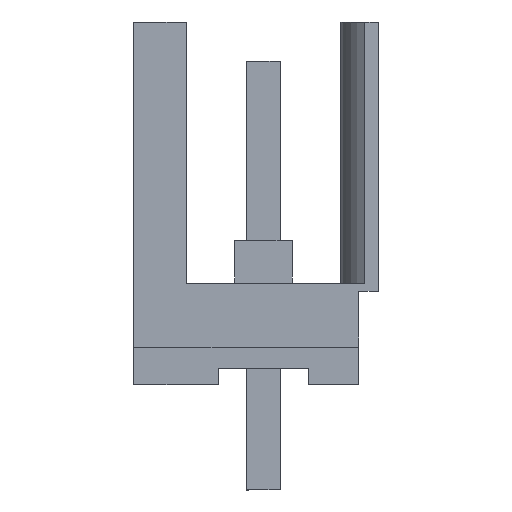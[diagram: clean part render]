
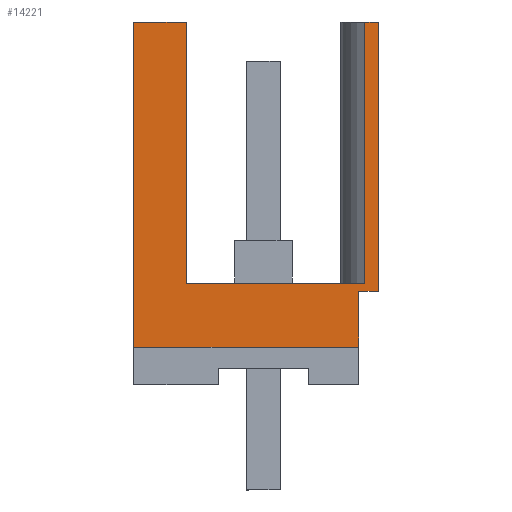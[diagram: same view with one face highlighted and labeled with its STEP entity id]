
A CAD part, left-side view. The second image highlights one B-rep face of the part: STEP entity #14221.
In plain terms, the highlighted planar face has unit normal (-1, 0, 0).
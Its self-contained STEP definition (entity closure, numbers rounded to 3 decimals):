
#14160=AXIS2_PLACEMENT_3D('Plane Axis2P3D',#14157,#14158,#14159) ;
#2385=CARTESIAN_POINT('Vertex',(0.,7.45,4.35)) ;
#2388=CARTESIAN_POINT('Line Origine',(0.,7.45,9.3)) ;
#2392=CARTESIAN_POINT('Vertex',(0.,7.45,14.25)) ;
#2994=CARTESIAN_POINT('Vertex',(0.,0.6,6.05)) ;
#2997=CARTESIAN_POINT('Line Origine',(0.,0.6,5.2)) ;
#3001=CARTESIAN_POINT('Vertex',(0.,0.6,4.35)) ;
#4960=CARTESIAN_POINT('Line Origine',(0.,4.025,4.35)) ;
#14157=CARTESIAN_POINT('Axis2P3D Location',(0.,0.8,6.3)) ;
#14162=CARTESIAN_POINT('Line Origine',(0.,0.3,6.05)) ;
#14166=CARTESIAN_POINT('Vertex',(0.,0.,6.05)) ;
#14169=CARTESIAN_POINT('Line Origine',(0.,0.,10.15)) ;
#14173=CARTESIAN_POINT('Vertex',(0.,0.,14.25)) ;
#14176=CARTESIAN_POINT('Line Origine',(0.,0.206,14.25)) ;
#14180=CARTESIAN_POINT('Vertex',(0.,0.411,14.25)) ;
#14183=CARTESIAN_POINT('Line Origine',(0.,0.411,10.275)) ;
#14187=CARTESIAN_POINT('Vertex',(0.,0.411,6.3)) ;
#14190=CARTESIAN_POINT('Line Origine',(0.,3.131,6.3)) ;
#14194=CARTESIAN_POINT('Vertex',(0.,5.85,6.3)) ;
#14197=CARTESIAN_POINT('Line Origine',(0.,5.85,10.275)) ;
#14201=CARTESIAN_POINT('Vertex',(0.,5.85,14.25)) ;
#14204=CARTESIAN_POINT('Line Origine',(0.,6.65,14.25)) ;
#2389=DIRECTION('Vector Direction',(0.,0.,-1.)) ;
#2998=DIRECTION('Vector Direction',(0.,0.,1.)) ;
#4961=DIRECTION('Vector Direction',(0.,1.,0.)) ;
#14158=DIRECTION('Axis2P3D Direction',(-1.,0.,0.)) ;
#14159=DIRECTION('Axis2P3D XDirection',(0.,-1.,0.)) ;
#14163=DIRECTION('Vector Direction',(0.,-1.,0.)) ;
#14170=DIRECTION('Vector Direction',(0.,0.,-1.)) ;
#14177=DIRECTION('Vector Direction',(0.,-1.,0.)) ;
#14184=DIRECTION('Vector Direction',(0.,0.,1.)) ;
#14191=DIRECTION('Vector Direction',(0.,-1.,0.)) ;
#14198=DIRECTION('Vector Direction',(0.,0.,1.)) ;
#14205=DIRECTION('Vector Direction',(0.,-1.,0.)) ;
#2390=VECTOR('Line Direction',#2389,1.) ;
#2999=VECTOR('Line Direction',#2998,1.) ;
#4962=VECTOR('Line Direction',#4961,1.) ;
#14164=VECTOR('Line Direction',#14163,1.) ;
#14171=VECTOR('Line Direction',#14170,1.) ;
#14178=VECTOR('Line Direction',#14177,1.) ;
#14185=VECTOR('Line Direction',#14184,1.) ;
#14192=VECTOR('Line Direction',#14191,1.) ;
#14199=VECTOR('Line Direction',#14198,1.) ;
#14206=VECTOR('Line Direction',#14205,1.) ;
#14210=ORIENTED_EDGE('',*,*,#3003,.T.) ;
#14211=ORIENTED_EDGE('',*,*,#14168,.T.) ;
#14212=ORIENTED_EDGE('',*,*,#14175,.F.) ;
#14213=ORIENTED_EDGE('',*,*,#14182,.F.) ;
#14214=ORIENTED_EDGE('',*,*,#14189,.F.) ;
#14215=ORIENTED_EDGE('',*,*,#14196,.F.) ;
#14216=ORIENTED_EDGE('',*,*,#14203,.T.) ;
#14217=ORIENTED_EDGE('',*,*,#14208,.F.) ;
#14218=ORIENTED_EDGE('',*,*,#2394,.T.) ;
#14219=ORIENTED_EDGE('',*,*,#4964,.F.) ;
#14221=ADVANCED_FACE('HOUSING',(#14220),#14161,.T.) ;
#2394=EDGE_CURVE('',#2393,#2386,#2391,.T.) ;
#3003=EDGE_CURVE('',#3002,#2995,#3000,.T.) ;
#4964=EDGE_CURVE('',#3002,#2386,#4963,.T.) ;
#14168=EDGE_CURVE('',#2995,#14167,#14165,.T.) ;
#14175=EDGE_CURVE('',#14174,#14167,#14172,.T.) ;
#14182=EDGE_CURVE('',#14181,#14174,#14179,.T.) ;
#14189=EDGE_CURVE('',#14188,#14181,#14186,.T.) ;
#14196=EDGE_CURVE('',#14195,#14188,#14193,.T.) ;
#14203=EDGE_CURVE('',#14195,#14202,#14200,.T.) ;
#14208=EDGE_CURVE('',#2393,#14202,#14207,.T.) ;
#14209=EDGE_LOOP('',(#14210,#14211,#14212,#14213,#14214,#14215,#14216,#14217,#14218,#14219)) ;
#14220=FACE_OUTER_BOUND('',#14209,.T.) ;
#2391=LINE('Line',#2388,#2390) ;
#3000=LINE('Line',#2997,#2999) ;
#4963=LINE('Line',#4960,#4962) ;
#14165=LINE('Line',#14162,#14164) ;
#14172=LINE('Line',#14169,#14171) ;
#14179=LINE('Line',#14176,#14178) ;
#14186=LINE('Line',#14183,#14185) ;
#14193=LINE('Line',#14190,#14192) ;
#14200=LINE('Line',#14197,#14199) ;
#14207=LINE('Line',#14204,#14206) ;
#14161=PLANE('',#14160) ;
#2386=VERTEX_POINT('',#2385) ;
#2393=VERTEX_POINT('',#2392) ;
#2995=VERTEX_POINT('',#2994) ;
#3002=VERTEX_POINT('',#3001) ;
#14167=VERTEX_POINT('',#14166) ;
#14174=VERTEX_POINT('',#14173) ;
#14181=VERTEX_POINT('',#14180) ;
#14188=VERTEX_POINT('',#14187) ;
#14195=VERTEX_POINT('',#14194) ;
#14202=VERTEX_POINT('',#14201) ;
